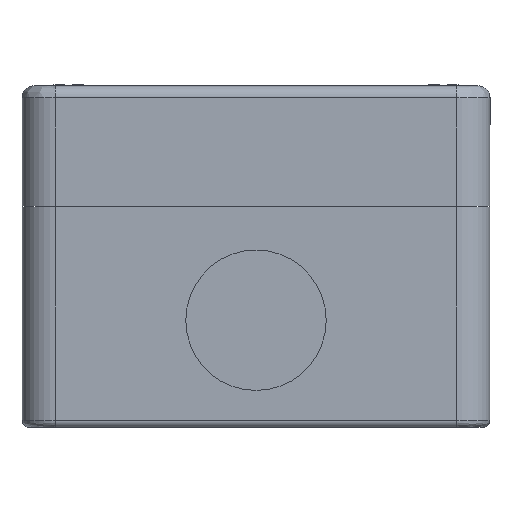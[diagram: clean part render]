
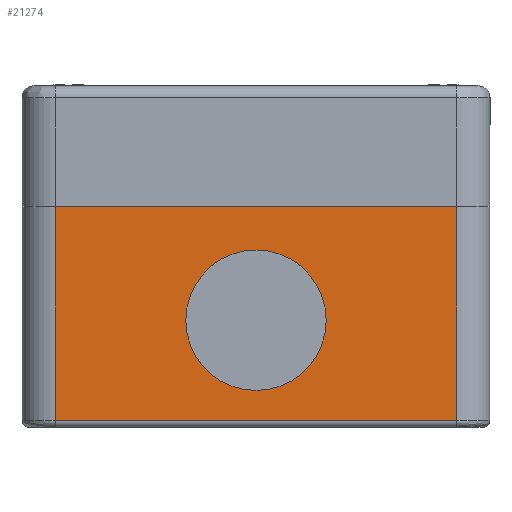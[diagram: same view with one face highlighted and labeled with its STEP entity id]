
A CAD part, front view. The second image highlights one B-rep face of the part: STEP entity #21274.
In plain terms, the highlighted planar face has unit normal (0, -1, 0).
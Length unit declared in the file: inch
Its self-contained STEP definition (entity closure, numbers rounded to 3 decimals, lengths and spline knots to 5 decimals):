
#45 = CARTESIAN_POINT ( 'NONE',  ( 0.01368, -4.0232, -1.28611 ) ) ;
#90 = EDGE_LOOP ( 'NONE', ( #16697, #2798, #13797, #22466 ) ) ;
#1799 = VERTEX_POINT ( 'NONE', #2670 ) ;
#2670 = CARTESIAN_POINT ( 'NONE',  ( 1.19478, -4.0232, -2.36879 ) ) ;
#2798 = ORIENTED_EDGE ( 'NONE', *, *, #19353, .T. ) ;
#3813 = LINE ( 'NONE', #3838, #8436 ) ;
#3838 = CARTESIAN_POINT ( 'NONE',  ( 2.37588, -4.0232, -1.91603 ) ) ;
#4998 = DIRECTION ( 'NONE',  ( 0., 1., 0. ) ) ;
#5113 = CARTESIAN_POINT ( 'NONE',  ( 0.01368, -4.0232, -1.28611 ) ) ;
#6924 = CARTESIAN_POINT ( 'NONE',  ( 0.01368, -4.0232, -1.91603 ) ) ;
#7209 = EDGE_CURVE ( 'NONE', #1799, #16355, #10287, .T. ) ;
#7780 = VECTOR ( 'NONE', #22793, 39.37008 ) ;
#8375 = LINE ( 'NONE', #11108, #10234 ) ;
#8436 = VECTOR ( 'NONE', #13714, 39.37008 ) ;
#8642 = DIRECTION ( 'NONE',  ( 0., 0., -1. ) ) ;
#8814 = AXIS2_PLACEMENT_3D ( 'NONE', #13058, #4998, #20843 ) ;
#8979 = DIRECTION ( 'NONE',  ( 0., 1., 0. ) ) ;
#9037 = LINE ( 'NONE', #9050, #7780 ) ;
#9050 = CARTESIAN_POINT ( 'NONE',  ( 0.01368, -4.0232, -1.91603 ) ) ;
#9698 = AXIS2_PLACEMENT_3D ( 'NONE', #22572, #8979, #8642 ) ;
#10234 = VECTOR ( 'NONE', #21082, 39.37008 ) ;
#10287 = CIRCLE ( 'NONE', #8814, 0.41339 ) ;
#10437 = EDGE_CURVE ( 'NONE', #14988, #20013, #8375, .T. ) ;
#10636 = VERTEX_POINT ( 'NONE', #21761 ) ;
#11108 = CARTESIAN_POINT ( 'NONE',  ( 1.19478, -4.0232, -2.54596 ) ) ;
#11423 = VERTEX_POINT ( 'NONE', #5113 ) ;
#12217 = LINE ( 'NONE', #45, #25302 ) ;
#12475 = PLANE ( 'NONE',  #18892 ) ;
#12670 = CIRCLE ( 'NONE', #9698, 0.41339 ) ;
#13058 = CARTESIAN_POINT ( 'NONE',  ( 1.19478, -4.0232, -1.9554 ) ) ;
#13714 = DIRECTION ( 'NONE',  ( 0., 0., 1. ) ) ;
#13797 = ORIENTED_EDGE ( 'NONE', *, *, #23551, .T. ) ;
#14988 = VERTEX_POINT ( 'NONE', #23954 ) ;
#15536 = ORIENTED_EDGE ( 'NONE', *, *, #7209, .T. ) ;
#15696 = DIRECTION ( 'NONE',  ( -1., 0., 0. ) ) ;
#16355 = VERTEX_POINT ( 'NONE', #19723 ) ;
#16697 = ORIENTED_EDGE ( 'NONE', *, *, #10437, .F. ) ;
#17396 = CARTESIAN_POINT ( 'NONE',  ( 0.01368, -4.0232, -2.54596 ) ) ;
#18397 = DIRECTION ( 'NONE',  ( 0., -1., 0. ) ) ;
#18892 = AXIS2_PLACEMENT_3D ( 'NONE', #6924, #18397, #24289 ) ;
#19353 = EDGE_CURVE ( 'NONE', #14988, #10636, #3813, .T. ) ;
#19723 = CARTESIAN_POINT ( 'NONE',  ( 1.19478, -4.0232, -1.54202 ) ) ;
#20013 = VERTEX_POINT ( 'NONE', #17396 ) ;
#20733 = FACE_OUTER_BOUND ( 'NONE', #90, .T. ) ;
#20843 = DIRECTION ( 'NONE',  ( 0., 0., -1. ) ) ;
#21082 = DIRECTION ( 'NONE',  ( -1., 0., 0. ) ) ;
#21101 = EDGE_LOOP ( 'NONE', ( #15536, #21467 ) ) ;
#21274 = ADVANCED_FACE ( 'NONE', ( #23776, #20733 ), #12475, .T. ) ;
#21467 = ORIENTED_EDGE ( 'NONE', *, *, #22566, .T. ) ;
#21761 = CARTESIAN_POINT ( 'NONE',  ( 2.37588, -4.0232, -1.28611 ) ) ;
#22466 = ORIENTED_EDGE ( 'NONE', *, *, #24116, .F. ) ;
#22566 = EDGE_CURVE ( 'NONE', #16355, #1799, #12670, .T. ) ;
#22572 = CARTESIAN_POINT ( 'NONE',  ( 1.19478, -4.0232, -1.9554 ) ) ;
#22793 = DIRECTION ( 'NONE',  ( 0., 0., 1. ) ) ;
#23551 = EDGE_CURVE ( 'NONE', #10636, #11423, #12217, .T. ) ;
#23776 = FACE_BOUND ( 'NONE', #21101, .T. ) ;
#23954 = CARTESIAN_POINT ( 'NONE',  ( 2.37588, -4.0232, -2.54596 ) ) ;
#24116 = EDGE_CURVE ( 'NONE', #20013, #11423, #9037, .T. ) ;
#24289 = DIRECTION ( 'NONE',  ( 0., 0., -1. ) ) ;
#25302 = VECTOR ( 'NONE', #15696, 39.37008 ) ;
